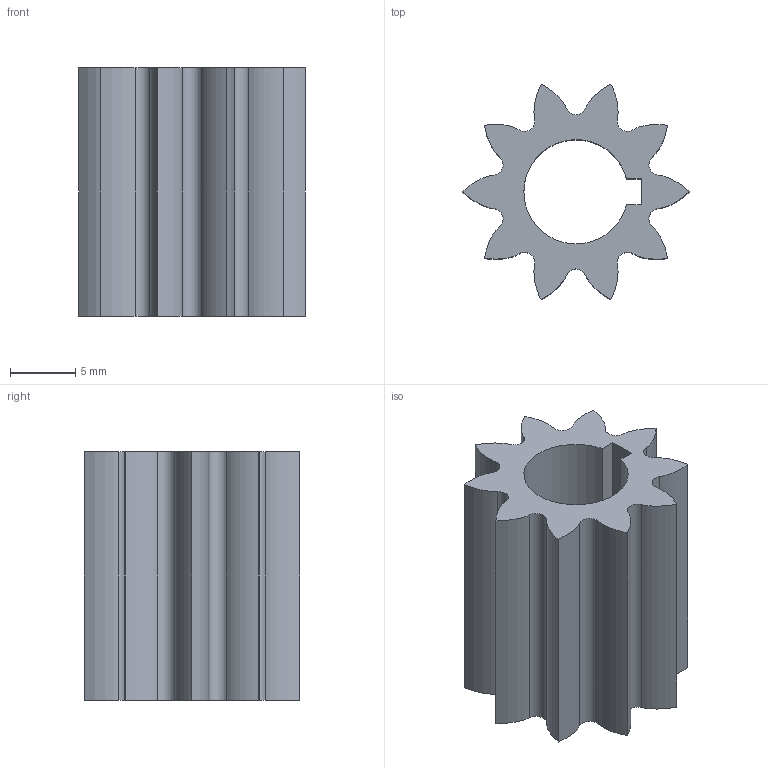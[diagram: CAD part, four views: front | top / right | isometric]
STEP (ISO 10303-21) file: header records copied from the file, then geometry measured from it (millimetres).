
FILE_DESCRIPTION (( 'STEP AP203' ), '1' );
FILE_NAME ('REV-21-1998.STEP', '2020-07-29T18:18:08', ( '' ), ( '' ), 'SwSTEP 2.0', 'SolidWorks 2019', '' );
FILE_SCHEMA (( 'CONFIG_CONTROL_DESIGN' ));
Length unit declared in the file: inch
Products named in the file (1): REV-21-1998
Bounding box: 17.36 x 16.51 x 19.05 mm (x, y, z)
Volume: 2068.1 mm3; surface area: 2137.5 mm2
Topology: 1 solids, 1 shells, 37 faces, 105 edges, 70 vertices
Faces by surface type: bspline 20, cylinder 12, plane 5
Entity records: 2086 total; most frequent: CARTESIAN_POINT 1153, ORIENTED_EDGE 210, DIRECTION 125, EDGE_CURVE 105, VERTEX_POINT 70, AXIS2_PLACEMENT_3D 42, VECTOR 41, LINE 41
